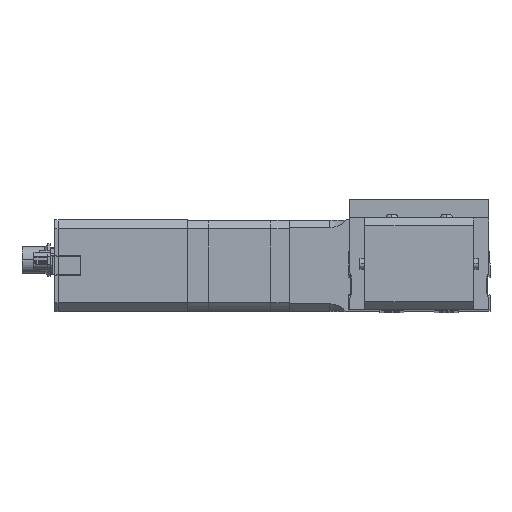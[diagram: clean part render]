
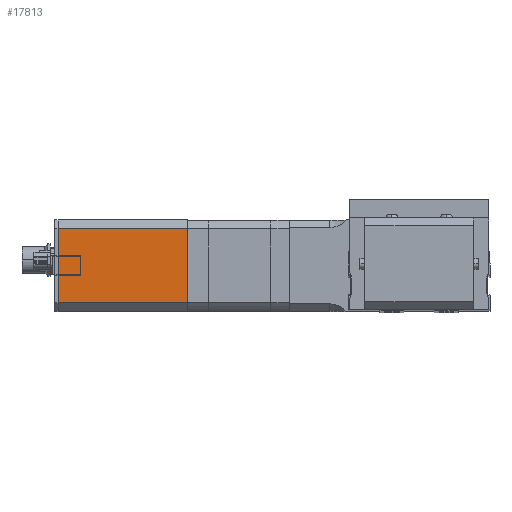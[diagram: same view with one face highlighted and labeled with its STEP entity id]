
A CAD part, top view. The second image highlights one B-rep face of the part: STEP entity #17813.
In plain terms, the highlighted face is planar.
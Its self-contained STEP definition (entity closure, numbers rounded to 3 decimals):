
#530 = AXIS2_PLACEMENT_3D ( 'NONE', #2266, #24495, #12091 ) ;
#754 = DIRECTION ( 'NONE',  ( 0., 0., 1. ) ) ;
#838 = VERTEX_POINT ( 'NONE', #29177 ) ;
#2266 = CARTESIAN_POINT ( 'NONE',  ( -31., 17., -106.25 ) ) ;
#4071 = VERTEX_POINT ( 'NONE', #31033 ) ;
#4579 = EDGE_CURVE ( 'NONE', #30993, #838, #9876, .T. ) ;
#4663 = FACE_OUTER_BOUND ( 'NONE', #11492, .T. ) ;
#5020 = ORIENTED_EDGE ( 'NONE', *, *, #14481, .F. ) ;
#5447 = CARTESIAN_POINT ( 'NONE',  ( -31., -17., -106.25 ) ) ;
#6160 = EDGE_CURVE ( 'NONE', #24299, #4071, #11468, .T. ) ;
#8171 = ORIENTED_EDGE ( 'NONE', *, *, #16142, .T. ) ;
#8490 = LINE ( 'NONE', #25685, #25749 ) ;
#8663 = LINE ( 'NONE', #15567, #22919 ) ;
#9076 = CARTESIAN_POINT ( 'NONE',  ( -31., -17., -47. ) ) ;
#9876 = LINE ( 'NONE', #21466, #26357 ) ;
#11468 = LINE ( 'NONE', #16770, #30020 ) ;
#11492 = EDGE_LOOP ( 'NONE', ( #21528, #5020, #12151, #8171 ) ) ;
#11638 = DIRECTION ( 'NONE',  ( 0., 1., 0. ) ) ;
#12091 = DIRECTION ( 'NONE',  ( 0., 1., 0. ) ) ;
#12151 = ORIENTED_EDGE ( 'NONE', *, *, #4579, .F. ) ;
#14481 = EDGE_CURVE ( 'NONE', #838, #4071, #8663, .T. ) ;
#14516 = DIRECTION ( 'NONE',  ( 0., 1., 0. ) ) ;
#15567 = CARTESIAN_POINT ( 'NONE',  ( -31., 17., -106.25 ) ) ;
#16142 = EDGE_CURVE ( 'NONE', #30993, #24299, #8490, .T. ) ;
#16770 = CARTESIAN_POINT ( 'NONE',  ( -31., 17., -47. ) ) ;
#17554 = PLANE ( 'NONE',  #530 ) ;
#17813 = ADVANCED_FACE ( 'NONE', ( #4663 ), #17554, .F. ) ;
#20873 = DIRECTION ( 'NONE',  ( 0., 0., 1. ) ) ;
#21466 = CARTESIAN_POINT ( 'NONE',  ( -31., 17., -106.25 ) ) ;
#21528 = ORIENTED_EDGE ( 'NONE', *, *, #6160, .T. ) ;
#22919 = VECTOR ( 'NONE', #754, 1000. ) ;
#24299 = VERTEX_POINT ( 'NONE', #9076 ) ;
#24495 = DIRECTION ( 'NONE',  ( 1., 0., 0. ) ) ;
#25685 = CARTESIAN_POINT ( 'NONE',  ( -31., -17., -106.25 ) ) ;
#25749 = VECTOR ( 'NONE', #20873, 1000. ) ;
#26357 = VECTOR ( 'NONE', #14516, 1000. ) ;
#29177 = CARTESIAN_POINT ( 'NONE',  ( -31., 17., -106.25 ) ) ;
#30020 = VECTOR ( 'NONE', #11638, 1000. ) ;
#30993 = VERTEX_POINT ( 'NONE', #5447 ) ;
#31033 = CARTESIAN_POINT ( 'NONE',  ( -31., 17., -47. ) ) ;
